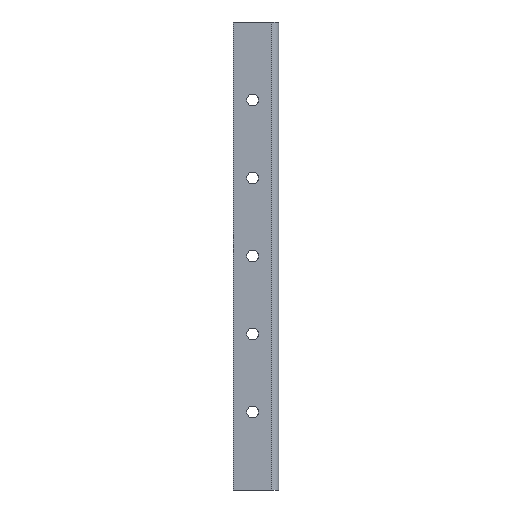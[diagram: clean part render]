
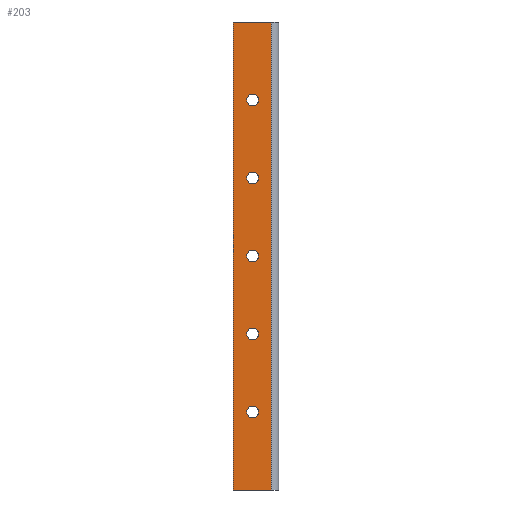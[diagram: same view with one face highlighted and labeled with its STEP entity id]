
A CAD part, left-side view. The second image highlights one B-rep face of the part: STEP entity #203.
In plain terms, the highlighted planar face has unit normal (-1, 0, 0).
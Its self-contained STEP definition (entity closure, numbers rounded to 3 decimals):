
#6 = CARTESIAN_POINT ( 'NONE',  ( -32.5, 6.75, 40. ) ) ;
#10 = VERTEX_POINT ( 'NONE', #937 ) ;
#12 = EDGE_CURVE ( 'NONE', #1162, #928, #365, .T. ) ;
#13 = AXIS2_PLACEMENT_3D ( 'NONE', #1357, #895, #1347 ) ;
#25 = VECTOR ( 'NONE', #1225, 1000. ) ;
#31 = CARTESIAN_POINT ( 'NONE',  ( -32.5, 3., 60. ) ) ;
#38 = AXIS2_PLACEMENT_3D ( 'NONE', #715, #255, #1301 ) ;
#65 = CIRCLE ( 'NONE', #1552, 1.5 ) ;
#82 = FACE_BOUND ( 'NONE', #1790, .T. ) ;
#119 = ORIENTED_EDGE ( 'NONE', *, *, #1746, .F. ) ;
#126 = DIRECTION ( 'NONE',  ( -1., 0., 0. ) ) ;
#144 = EDGE_LOOP ( 'NONE', ( #1348, #329 ) ) ;
#158 = DIRECTION ( 'NONE',  ( 0., 0., 1. ) ) ;
#178 = DIRECTION ( 'NONE',  ( 0., -1., 0. ) ) ;
#190 = VECTOR ( 'NONE', #601, 1000. ) ;
#193 = VECTOR ( 'NONE', #508, 1000. ) ;
#196 = CARTESIAN_POINT ( 'NONE',  ( -32.5, 2., 60. ) ) ;
#203 = ADVANCED_FACE ( 'NONE', ( #82, #235, #1419, #1767, #436, #1017 ), #878, .F. ) ;
#212 = CARTESIAN_POINT ( 'NONE',  ( -32.5, 6.75, -20. ) ) ;
#213 = LINE ( 'NONE', #673, #193 ) ;
#219 = CIRCLE ( 'NONE', #707, 1.5 ) ;
#235 = FACE_BOUND ( 'NONE', #1224, .T. ) ;
#255 = DIRECTION ( 'NONE',  ( -1., 0., 0. ) ) ;
#291 = EDGE_CURVE ( 'NONE', #965, #10, #219, .T. ) ;
#296 = CARTESIAN_POINT ( 'NONE',  ( -32.5, 6.75, -41.5 ) ) ;
#329 = ORIENTED_EDGE ( 'NONE', *, *, #414, .F. ) ;
#333 = EDGE_LOOP ( 'NONE', ( #705, #1007, #906, #1016 ) ) ;
#357 = VERTEX_POINT ( 'NONE', #456 ) ;
#365 = LINE ( 'NONE', #944, #25 ) ;
#414 = EDGE_CURVE ( 'NONE', #1493, #1765, #1660, .T. ) ;
#436 = FACE_BOUND ( 'NONE', #1618, .T. ) ;
#456 = CARTESIAN_POINT ( 'NONE',  ( -32.5, 2., -60. ) ) ;
#508 = DIRECTION ( 'NONE',  ( 0., 0., 1. ) ) ;
#522 = DIRECTION ( 'NONE',  ( -1., 0., 0. ) ) ;
#579 = EDGE_CURVE ( 'NONE', #596, #1003, #1623, .T. ) ;
#595 = VERTEX_POINT ( 'NONE', #645 ) ;
#596 = VERTEX_POINT ( 'NONE', #1236 ) ;
#598 = VERTEX_POINT ( 'NONE', #1832 ) ;
#601 = DIRECTION ( 'NONE',  ( 0., -1., 0. ) ) ;
#618 = CARTESIAN_POINT ( 'NONE',  ( -32.5, 11.75, 60. ) ) ;
#645 = CARTESIAN_POINT ( 'NONE',  ( -32.5, 6.75, 1.5 ) ) ;
#646 = LINE ( 'NONE', #1390, #1714 ) ;
#666 = DIRECTION ( 'NONE',  ( 0., 0., 1. ) ) ;
#672 = ORIENTED_EDGE ( 'NONE', *, *, #1569, .F. ) ;
#673 = CARTESIAN_POINT ( 'NONE',  ( -32.5, 2., 60. ) ) ;
#705 = ORIENTED_EDGE ( 'NONE', *, *, #1474, .T. ) ;
#707 = AXIS2_PLACEMENT_3D ( 'NONE', #768, #1487, #1349 ) ;
#712 = AXIS2_PLACEMENT_3D ( 'NONE', #1197, #1803, #1674 ) ;
#715 = CARTESIAN_POINT ( 'NONE',  ( -32.5, 6.75, 0. ) ) ;
#768 = CARTESIAN_POINT ( 'NONE',  ( -32.5, 6.75, -40. ) ) ;
#816 = DIRECTION ( 'NONE',  ( 0., 0., 1. ) ) ;
#848 = CARTESIAN_POINT ( 'NONE',  ( -32.5, 6.75, 21.5 ) ) ;
#856 = EDGE_CURVE ( 'NONE', #595, #936, #1590, .T. ) ;
#878 = PLANE ( 'NONE',  #712 ) ;
#880 = CARTESIAN_POINT ( 'NONE',  ( -32.5, 6.75, 20. ) ) ;
#883 = EDGE_CURVE ( 'NONE', #936, #595, #1772, .T. ) ;
#887 = CARTESIAN_POINT ( 'NONE',  ( -32.5, 6.75, -18.5 ) ) ;
#892 = AXIS2_PLACEMENT_3D ( 'NONE', #1315, #1165, #158 ) ;
#895 = DIRECTION ( 'NONE',  ( -1., 0., 0. ) ) ;
#906 = ORIENTED_EDGE ( 'NONE', *, *, #908, .F. ) ;
#908 = EDGE_CURVE ( 'NONE', #928, #1900, #1351, .T. ) ;
#928 = VERTEX_POINT ( 'NONE', #618 ) ;
#936 = VERTEX_POINT ( 'NONE', #1064 ) ;
#937 = CARTESIAN_POINT ( 'NONE',  ( -32.5, 6.75, -38.5 ) ) ;
#944 = CARTESIAN_POINT ( 'NONE',  ( -32.5, 11.75, -60. ) ) ;
#951 = CIRCLE ( 'NONE', #892, 1.5 ) ;
#965 = VERTEX_POINT ( 'NONE', #296 ) ;
#1003 = VERTEX_POINT ( 'NONE', #887 ) ;
#1007 = ORIENTED_EDGE ( 'NONE', *, *, #1581, .T. ) ;
#1011 = CIRCLE ( 'NONE', #1890, 1.5 ) ;
#1016 = ORIENTED_EDGE ( 'NONE', *, *, #12, .F. ) ;
#1017 = FACE_OUTER_BOUND ( 'NONE', #333, .T. ) ;
#1028 = ORIENTED_EDGE ( 'NONE', *, *, #579, .F. ) ;
#1041 = DIRECTION ( 'NONE',  ( -1., 0., 0. ) ) ;
#1064 = CARTESIAN_POINT ( 'NONE',  ( -32.5, 6.75, -1.5 ) ) ;
#1065 = CARTESIAN_POINT ( 'NONE',  ( -32.5, 6.75, 38.5 ) ) ;
#1162 = VERTEX_POINT ( 'NONE', #1433 ) ;
#1165 = DIRECTION ( 'NONE',  ( -1., 0., 0. ) ) ;
#1197 = CARTESIAN_POINT ( 'NONE',  ( -32.5, 3., 60. ) ) ;
#1201 = ORIENTED_EDGE ( 'NONE', *, *, #856, .F. ) ;
#1216 = AXIS2_PLACEMENT_3D ( 'NONE', #1409, #1250, #666 ) ;
#1220 = ORIENTED_EDGE ( 'NONE', *, *, #883, .F. ) ;
#1224 = EDGE_LOOP ( 'NONE', ( #672, #1028 ) ) ;
#1225 = DIRECTION ( 'NONE',  ( 0., 0., 1. ) ) ;
#1236 = CARTESIAN_POINT ( 'NONE',  ( -32.5, 6.75, -21.5 ) ) ;
#1250 = DIRECTION ( 'NONE',  ( -1., 0., 0. ) ) ;
#1261 = EDGE_LOOP ( 'NONE', ( #1201, #1220 ) ) ;
#1281 = DIRECTION ( 'NONE',  ( 0., 0., 1. ) ) ;
#1301 = DIRECTION ( 'NONE',  ( 0., 0., 1. ) ) ;
#1315 = CARTESIAN_POINT ( 'NONE',  ( -32.5, 6.75, -40. ) ) ;
#1343 = DIRECTION ( 'NONE',  ( 0., 0., 1. ) ) ;
#1347 = DIRECTION ( 'NONE',  ( 0., 0., 1. ) ) ;
#1348 = ORIENTED_EDGE ( 'NONE', *, *, #1839, .F. ) ;
#1349 = DIRECTION ( 'NONE',  ( 0., 0., 1. ) ) ;
#1351 = LINE ( 'NONE', #31, #190 ) ;
#1357 = CARTESIAN_POINT ( 'NONE',  ( -32.5, 6.75, 40. ) ) ;
#1390 = CARTESIAN_POINT ( 'NONE',  ( -32.5, 3., -60. ) ) ;
#1408 = DIRECTION ( 'NONE',  ( 0., 0., 1. ) ) ;
#1409 = CARTESIAN_POINT ( 'NONE',  ( -32.5, 6.75, 20. ) ) ;
#1419 = FACE_BOUND ( 'NONE', #1261, .T. ) ;
#1424 = DIRECTION ( 'NONE',  ( -1., 0., 0. ) ) ;
#1427 = ORIENTED_EDGE ( 'NONE', *, *, #1432, .F. ) ;
#1428 = CARTESIAN_POINT ( 'NONE',  ( -32.5, 6.75, 0. ) ) ;
#1432 = EDGE_CURVE ( 'NONE', #598, #1893, #1691, .T. ) ;
#1433 = CARTESIAN_POINT ( 'NONE',  ( -32.5, 11.75, -60. ) ) ;
#1461 = AXIS2_PLACEMENT_3D ( 'NONE', #1428, #126, #1281 ) ;
#1474 = EDGE_CURVE ( 'NONE', #1162, #357, #646, .T. ) ;
#1480 = DIRECTION ( 'NONE',  ( -1., 0., 0. ) ) ;
#1487 = DIRECTION ( 'NONE',  ( -1., 0., 0. ) ) ;
#1493 = VERTEX_POINT ( 'NONE', #1822 ) ;
#1552 = AXIS2_PLACEMENT_3D ( 'NONE', #880, #1480, #1343 ) ;
#1553 = CARTESIAN_POINT ( 'NONE',  ( -32.5, 6.75, -20. ) ) ;
#1562 = AXIS2_PLACEMENT_3D ( 'NONE', #212, #522, #816 ) ;
#1569 = EDGE_CURVE ( 'NONE', #1003, #596, #1621, .T. ) ;
#1581 = EDGE_CURVE ( 'NONE', #357, #1900, #213, .T. ) ;
#1590 = CIRCLE ( 'NONE', #1461, 1.5 ) ;
#1593 = AXIS2_PLACEMENT_3D ( 'NONE', #1553, #1424, #1408 ) ;
#1607 = ORIENTED_EDGE ( 'NONE', *, *, #1755, .F. ) ;
#1618 = EDGE_LOOP ( 'NONE', ( #1427, #1607 ) ) ;
#1621 = CIRCLE ( 'NONE', #1593, 1.5 ) ;
#1623 = CIRCLE ( 'NONE', #1562, 1.5 ) ;
#1660 = CIRCLE ( 'NONE', #1216, 1.5 ) ;
#1668 = ORIENTED_EDGE ( 'NONE', *, *, #291, .F. ) ;
#1674 = DIRECTION ( 'NONE',  ( 0., 0., -1. ) ) ;
#1691 = CIRCLE ( 'NONE', #13, 1.5 ) ;
#1714 = VECTOR ( 'NONE', #178, 1000. ) ;
#1746 = EDGE_CURVE ( 'NONE', #10, #965, #951, .T. ) ;
#1755 = EDGE_CURVE ( 'NONE', #1893, #598, #1011, .T. ) ;
#1760 = DIRECTION ( 'NONE',  ( 0., 0., 1. ) ) ;
#1765 = VERTEX_POINT ( 'NONE', #848 ) ;
#1767 = FACE_BOUND ( 'NONE', #144, .T. ) ;
#1772 = CIRCLE ( 'NONE', #38, 1.5 ) ;
#1790 = EDGE_LOOP ( 'NONE', ( #119, #1668 ) ) ;
#1803 = DIRECTION ( 'NONE',  ( 1., 0., 0. ) ) ;
#1822 = CARTESIAN_POINT ( 'NONE',  ( -32.5, 6.75, 18.5 ) ) ;
#1832 = CARTESIAN_POINT ( 'NONE',  ( -32.5, 6.75, 41.5 ) ) ;
#1839 = EDGE_CURVE ( 'NONE', #1765, #1493, #65, .T. ) ;
#1890 = AXIS2_PLACEMENT_3D ( 'NONE', #6, #1041, #1760 ) ;
#1893 = VERTEX_POINT ( 'NONE', #1065 ) ;
#1900 = VERTEX_POINT ( 'NONE', #196 ) ;
